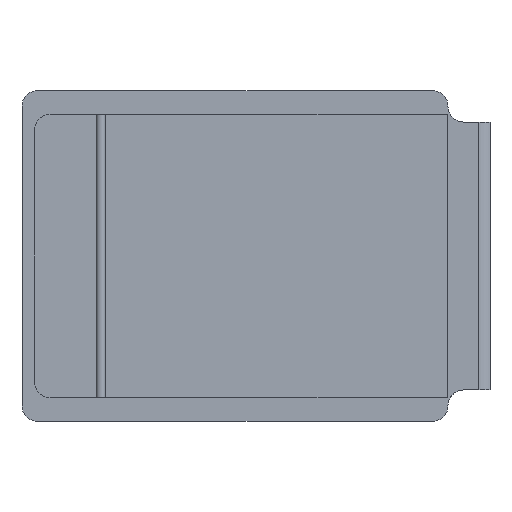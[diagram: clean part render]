
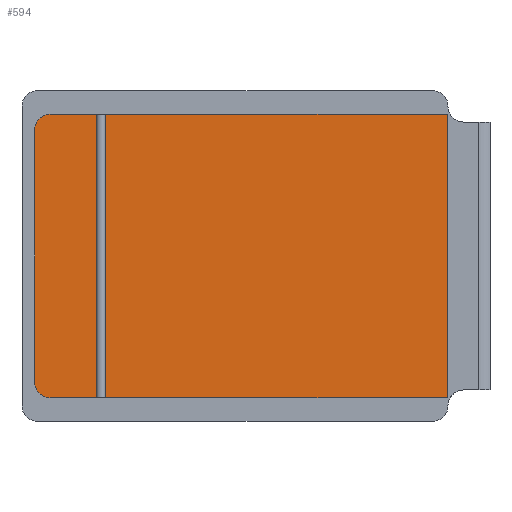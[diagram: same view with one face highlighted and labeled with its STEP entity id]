
A CAD part, front view. The second image highlights one B-rep face of the part: STEP entity #594.
In plain terms, the highlighted planar face has unit normal (0, -1, 0).
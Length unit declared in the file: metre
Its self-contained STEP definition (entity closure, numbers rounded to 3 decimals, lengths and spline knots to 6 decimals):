
#44=CIRCLE('',#669,0.005);
#45=CIRCLE('',#670,0.005);
#155=ORIENTED_EDGE('',*,*,#254,.T.);
#156=ORIENTED_EDGE('',*,*,#308,.T.);
#157=ORIENTED_EDGE('',*,*,#309,.F.);
#158=ORIENTED_EDGE('',*,*,#310,.T.);
#159=ORIENTED_EDGE('',*,*,#311,.F.);
#160=ORIENTED_EDGE('',*,*,#312,.T.);
#254=EDGE_CURVE('',#339,#338,#393,.T.);
#308=EDGE_CURVE('',#338,#375,#44,.T.);
#309=EDGE_CURVE('',#376,#375,#420,.T.);
#310=EDGE_CURVE('',#376,#377,#45,.T.);
#311=EDGE_CURVE('',#378,#377,#421,.T.);
#312=EDGE_CURVE('',#378,#339,#422,.T.);
#338=VERTEX_POINT('',#908);
#339=VERTEX_POINT('',#910);
#375=VERTEX_POINT('',#1031);
#376=VERTEX_POINT('',#1033);
#377=VERTEX_POINT('',#1035);
#378=VERTEX_POINT('',#1037);
#393=LINE('',#909,#443);
#420=LINE('',#1032,#470);
#421=LINE('',#1036,#471);
#422=LINE('',#1038,#472);
#443=VECTOR('',#722,1.);
#470=VECTOR('',#823,1.);
#471=VECTOR('',#826,1.);
#472=VECTOR('',#827,1.);
#501=EDGE_LOOP('',(#155,#156,#157,#158,#159,#160));
#541=FACE_BOUND('',#501,.T.);
#571=PLANE('',#668);
#594=ADVANCED_FACE('',(#541),#571,.T.);
#668=AXIS2_PLACEMENT_3D('',#1029,#819,#820);
#669=AXIS2_PLACEMENT_3D('',#1030,#821,#822);
#670=AXIS2_PLACEMENT_3D('',#1034,#824,#825);
#722=DIRECTION('',(-1.,0.,0.));
#819=DIRECTION('',(0.,-1.,0.));
#820=DIRECTION('',(0.,0.,-1.));
#821=DIRECTION('',(0.,-1.,0.));
#822=DIRECTION('',(0.,0.,-1.));
#823=DIRECTION('',(0.,0.,1.));
#824=DIRECTION('',(0.,-1.,0.));
#825=DIRECTION('',(0.,0.,-1.));
#826=DIRECTION('',(-1.,0.,0.));
#827=DIRECTION('',(0.,0.,1.));
#908=CARTESIAN_POINT('',(-0.06245,0.0025,0.0975));
#909=CARTESIAN_POINT('',(0.06355,0.0025,0.0975));
#910=CARTESIAN_POINT('',(0.06355,0.0025,0.0975));
#1029=CARTESIAN_POINT('',(0.06355,0.0025,0.0525));
#1030=CARTESIAN_POINT('',(-0.06245,0.0025,0.0925));
#1031=CARTESIAN_POINT('',(-0.06745,0.0025,0.0925));
#1032=CARTESIAN_POINT('',(-0.06745,0.0025,0.0525));
#1033=CARTESIAN_POINT('',(-0.06745,0.0025,0.0125));
#1034=CARTESIAN_POINT('',(-0.06245,0.0025,0.0125));
#1035=CARTESIAN_POINT('',(-0.06245,0.0025,0.0075));
#1036=CARTESIAN_POINT('',(0.06355,0.0025,0.0075));
#1037=CARTESIAN_POINT('',(0.06355,0.0025,0.0075));
#1038=CARTESIAN_POINT('',(0.06355,0.0025,0.0525));
